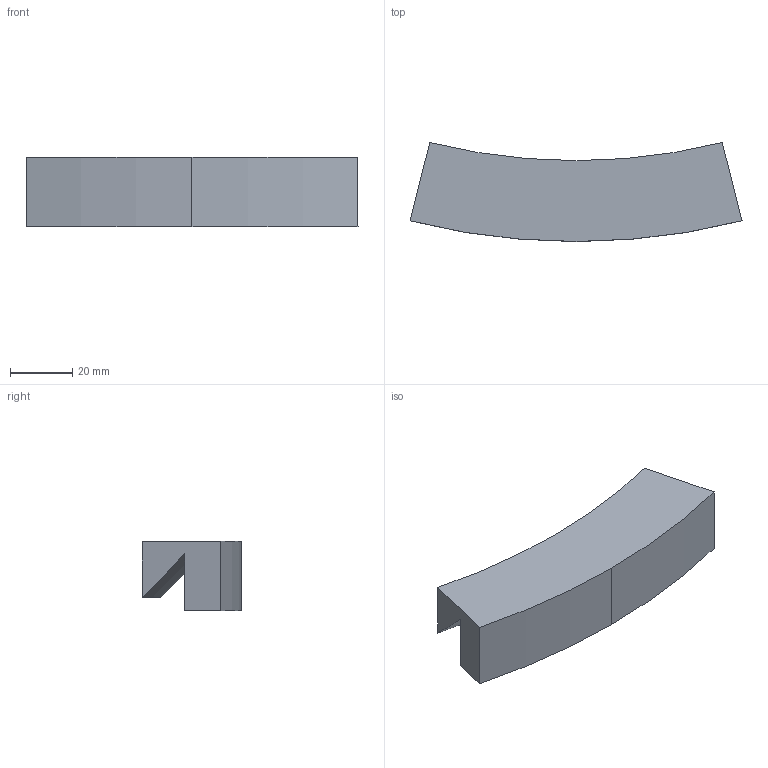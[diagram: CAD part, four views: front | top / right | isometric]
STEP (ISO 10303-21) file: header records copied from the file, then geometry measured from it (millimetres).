
FILE_DESCRIPTION(('FreeCAD Model'),'2;1');
FILE_NAME('Open CASCADE Shape Model','2024-06-23T12:39:43',(''),(''), 'Open CASCADE STEP processor 7.7','FreeCAD','Unknown');
FILE_SCHEMA(('AUTOMOTIVE_DESIGN { 1 0 10303 214 1 1 1 1 }'));
Length unit declared in the file: millimetre
Products named in the file (1): ExtMount
Bounding box: 106.75 x 31.85 x 22.2 mm (x, y, z)
Volume: 42984.9 mm3; surface area: 12643.2 mm2
Topology: 1 solids, 1 shells, 14 faces, 33 edges, 21 vertices
Faces by surface type: cylinder 8, plane 4, cone 2
Entity records: 430 total; most frequent: DIRECTION 77, CARTESIAN_POINT 69, ORIENTED_EDGE 66, EDGE_CURVE 33, AXIS2_PLACEMENT_3D 29, VERTEX_POINT 21, LINE 19, VECTOR 19
